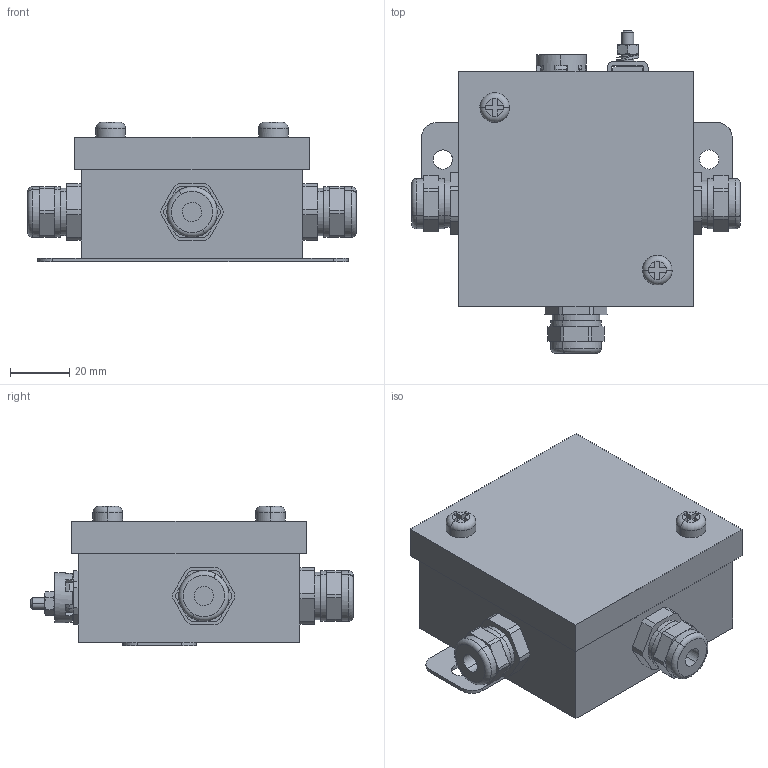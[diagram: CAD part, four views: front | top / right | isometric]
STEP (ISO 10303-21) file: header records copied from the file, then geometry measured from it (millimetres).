
FILE_DESCRIPTION(('CATIA V5 STEP Exchange','CAx-IF Rec.Pracs.--- Model Styling and Organization---1.4--- 2014-01-23'),'2;1');
FILE_NAME ('D1501162_0', '2021-07-28T12:40:24+00:00', ('none'), ('Weidmueller'), 'CATIA Version 5-6 Release 2016 SP3 HF44', 'CATIA V5 STEP AP214', 'none');
FILE_SCHEMA(('AUTOMOTIVE_DESIGN { 1 0 10303 214 1 1 1 1 }'));
Length unit declared in the file: millimetre
Products named in the file (1): S3D_FBCON_SS_CG_1WAY
Bounding box: 111 x 109 x 47.1 mm (x, y, z)
Volume: 255643.8 mm3; surface area: 35746.2 mm2
Topology: 6 solids, 8 shells, 348 faces, 936 edges, 605 vertices
Faces by surface type: plane 211, cylinder 114, torus 10, cone 9, bspline 4
Entity records: 10790 total; most frequent: CARTESIAN_POINT 2469, ORIENTED_EDGE 1872, DIRECTION 1221, EDGE_CURVE 936, VERTEX_POINT 606, VECTOR 537, LINE 537, AXIS2_PLACEMENT_3D 488
